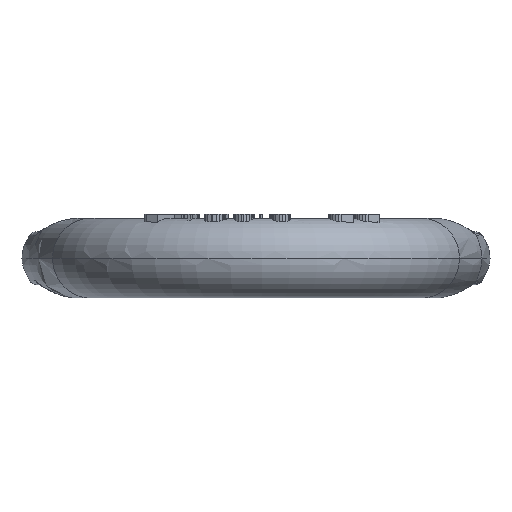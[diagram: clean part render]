
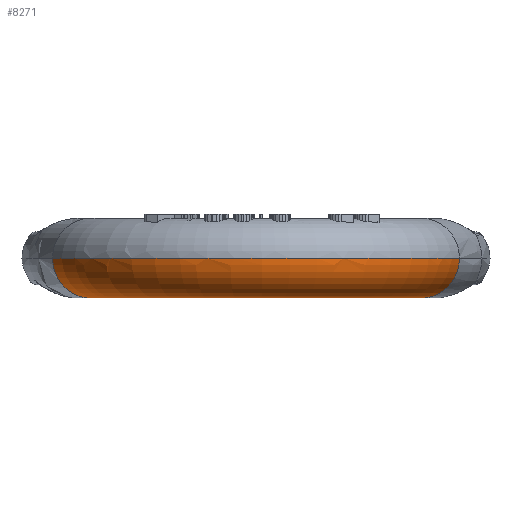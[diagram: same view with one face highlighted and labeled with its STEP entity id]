
A CAD part, left-side view. The second image highlights one B-rep face of the part: STEP entity #8271.
In plain terms, the highlighted toroidal (fillet/blend) face has major radius 19.5 mm and minor radius 4.5 mm.
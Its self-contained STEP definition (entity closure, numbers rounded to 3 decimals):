
#46=CARTESIAN_POINT('',(-54.2,14.4,0.));
#47=CARTESIAN_POINT('',(-55.024,14.16,0.));
#48=CARTESIAN_POINT('',(-56.63,13.538,0.));
#49=CARTESIAN_POINT('',(-58.844,12.207,0.));
#50=CARTESIAN_POINT('',(-60.799,10.517,0.));
#51=CARTESIAN_POINT('',(-62.436,8.519,0.));
#52=CARTESIAN_POINT('',(-63.708,6.27,0.));
#53=CARTESIAN_POINT('',(-64.577,3.837,0.));
#54=CARTESIAN_POINT('',(-65.018,1.292,0.));
#55=CARTESIAN_POINT('',(-65.018,-1.292,0.));
#56=CARTESIAN_POINT('',(-64.577,-3.837,0.));
#57=CARTESIAN_POINT('',(-63.708,-6.27,0.));
#58=CARTESIAN_POINT('',(-62.436,-8.519,0.));
#59=CARTESIAN_POINT('',(-60.799,-10.517,0.));
#60=CARTESIAN_POINT('',(-58.844,-12.207,0.));
#61=CARTESIAN_POINT('',(-56.63,-13.538,0.));
#62=CARTESIAN_POINT('',(-55.024,-14.16,0.));
#63=CARTESIAN_POINT('',(-54.2,-14.4,0.));
#1336=CARTESIAN_POINT('',(-55.46,-18.72,0.));
#1337=DIRECTION('',(0.96,-0.28,0.));
#1338=DIRECTION('',(-0.28,-0.96,0.));
#1339=AXIS2_PLACEMENT_3D('',#1336,#1337,#1338);
#1837=CARTESIAN_POINT('',(-55.46,18.72,0.));
#1838=DIRECTION('',(-0.96,-0.28,0.));
#1839=DIRECTION('',(-0.28,0.96,0.));
#1840=AXIS2_PLACEMENT_3D('',#1837,#1838,#1839);
#1842=CARTESIAN_POINT('',(-56.72,23.04,0.));
#1843=CARTESIAN_POINT('',(-57.883,22.701,0.));
#1844=CARTESIAN_POINT('',(-60.157,21.846,0.));
#1845=CARTESIAN_POINT('',(-63.336,20.064,0.));
#1846=CARTESIAN_POINT('',(-66.21,17.823,0.));
#1847=CARTESIAN_POINT('',(-68.713,15.174,0.));
#1848=CARTESIAN_POINT('',(-70.787,12.178,0.));
#1849=CARTESIAN_POINT('',(-72.386,8.903,0.));
#1850=CARTESIAN_POINT('',(-73.473,5.425,0.));
#1851=CARTESIAN_POINT('',(-74.023,1.822,0.));
#1852=CARTESIAN_POINT('',(-74.023,-1.822,0.));
#1853=CARTESIAN_POINT('',(-73.473,-5.425,0.));
#1854=CARTESIAN_POINT('',(-72.386,-8.903,0.));
#1855=CARTESIAN_POINT('',(-70.787,-12.178,0.));
#1856=CARTESIAN_POINT('',(-68.713,-15.174,0.));
#1857=CARTESIAN_POINT('',(-66.21,-17.823,0.));
#1858=CARTESIAN_POINT('',(-63.336,-20.064,0.));
#1859=CARTESIAN_POINT('',(-60.157,-21.846,0.));
#1860=CARTESIAN_POINT('',(-57.883,-22.701,0.));
#1861=CARTESIAN_POINT('',(-56.72,-23.04,0.));
#6263=CARTESIAN_POINT('',(-54.2,14.4,0.));
#6264=CARTESIAN_POINT('',(-56.72,23.04,0.));
#6265=VERTEX_POINT('',#6263);
#6266=VERTEX_POINT('',#6264);
#6267=CARTESIAN_POINT('',(-54.2,-14.4,0.));
#6268=CARTESIAN_POINT('',(-56.72,-23.04,0.));
#6269=VERTEX_POINT('',#6267);
#6270=VERTEX_POINT('',#6268);
#8260=CARTESIAN_POINT('',(-50.,0.,0.));
#8261=DIRECTION('',(0.,0.,1.));
#8262=DIRECTION('',(0.28,-0.96,0.));
#8263=AXIS2_PLACEMENT_3D('',#8260,#8261,#8262);
#8264=TOROIDAL_SURFACE('',#8263,19.5,4.5);
#8265=ORIENTED_EDGE('',*,*,#8004,.F.);
#8266=ORIENTED_EDGE('',*,*,#7555,.T.);
#8267=ORIENTED_EDGE('',*,*,#8038,.T.);
#8268=ORIENTED_EDGE('',*,*,#7552,.F.);
#8269=EDGE_LOOP('',(#8265,#8266,#8267,#8268));
#8270=FACE_OUTER_BOUND('',#8269,.F.);
#8271=ADVANCED_FACE('',(#8270),#8264,.T.);
#64=B_SPLINE_CURVE_WITH_KNOTS('',3,(#46,#47,#48,#49,#50,#51,#52,#53,#54,#55,#56,
#57,#58,#59,#60,#61,#62,#63),.UNSPECIFIED.,.F.,.F.,(4,1,1,1,1,1,1,1,1,1,1,1,1,1,
1,4),(0.,0.067,0.133,0.2,0.267,
0.333,0.4,0.467,0.533,0.6,
0.667,0.733,0.8,0.867,0.933,
1.),.UNSPECIFIED.);
#1340=CIRCLE('',#1339,4.5);
#1841=CIRCLE('',#1840,4.5);
#1862=B_SPLINE_CURVE_WITH_KNOTS('',3,(#1842,#1843,#1844,#1845,#1846,#1847,#1848,
#1849,#1850,#1851,#1852,#1853,#1854,#1855,#1856,#1857,#1858,#1859,#1860,#1861),
.UNSPECIFIED.,.F.,.F.,(4,1,1,1,1,1,1,1,1,1,1,1,1,1,1,1,1,4),(0.,
0.059,0.118,0.176,0.235,
0.294,0.353,0.412,0.471,
0.529,0.588,0.647,0.706,
0.765,0.824,0.882,0.941,1.),
.UNSPECIFIED.);
#7552=EDGE_CURVE('',#6265,#6269,#64,.T.);
#7555=EDGE_CURVE('',#6266,#6270,#1862,.T.);
#8004=EDGE_CURVE('',#6266,#6265,#1841,.T.);
#8038=EDGE_CURVE('',#6270,#6269,#1340,.T.);
